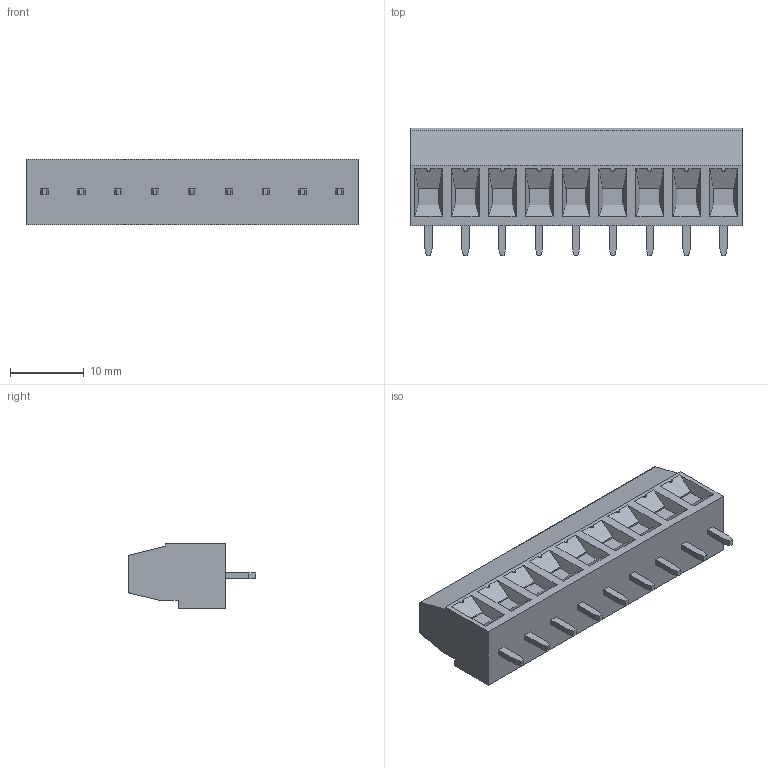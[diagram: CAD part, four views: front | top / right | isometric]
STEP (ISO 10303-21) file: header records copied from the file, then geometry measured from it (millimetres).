
FILE_DESCRIPTION(('STEP AP214'),'1');
FILE_NAME('MVS159-5-V-L.stp','2018-02-15T11:29:11',(' '),(' '),'Spatial InterOp 3D',' ',' ');
FILE_SCHEMA(('AUTOMOTIVE_DESIGN { 1 0 10303 214 1 1 1 1 }'));
Length unit declared in the file: metre
Products named in the file (1): 1
Bounding box: 45 x 17.25 x 8.9 mm (x, y, z)
Volume: 4163.3 mm3; surface area: 2773 mm2
Topology: 1 solids, 1 shells, 320 faces, 828 edges, 555 vertices
Faces by surface type: plane 272, cylinder 39, cone 9
Entity records: 12111 total; most frequent: CARTESIAN_POINT 1677, ORIENTED_EDGE 1620, DIRECTION 1548, EDGE_CURVE 810, LINE 714, VECTOR 714, VERTEX_POINT 546, AXIS2_PLACEMENT_3D 417
